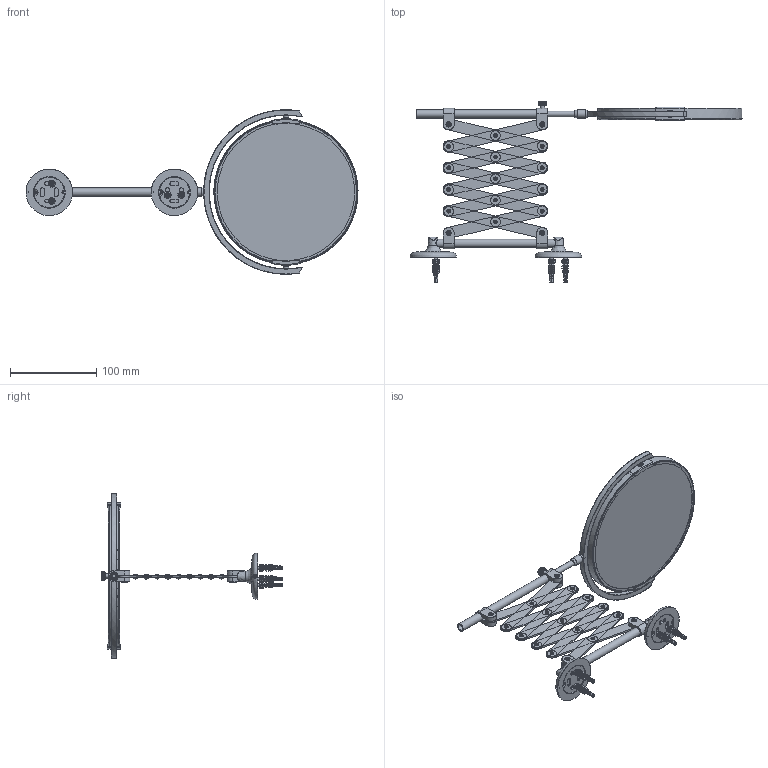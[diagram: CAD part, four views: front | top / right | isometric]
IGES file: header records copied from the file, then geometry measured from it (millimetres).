
Global section: file name: L1108; native system: Autodesk Inventor 2018; preprocessor: unknown; author: adaniels; date: 20190503.115512; units: millimetre
Bounding box: 384.62 x 210.7 x 190.58 mm (x, y, z)
Volume: 195465.6 mm3; surface area: 212236.1 mm2
Topology: 74 solids, 74 shells, 3662 faces, 8807 edges, 5281 vertices
Faces by surface type: bspline 3662
